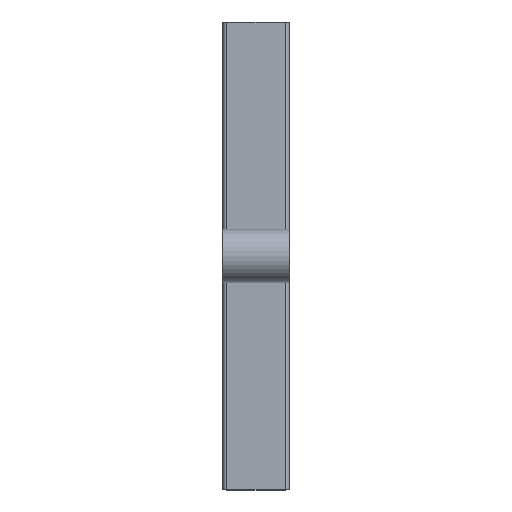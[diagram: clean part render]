
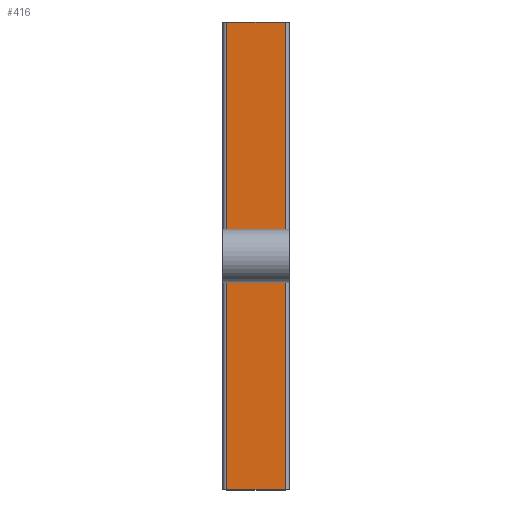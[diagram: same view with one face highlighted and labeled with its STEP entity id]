
A CAD part, top view. The second image highlights one B-rep face of the part: STEP entity #416.
In plain terms, the highlighted planar face has unit normal (0, 0, -1).
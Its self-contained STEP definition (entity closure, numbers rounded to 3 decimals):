
#364=CARTESIAN_POINT('Vertex',(3.,175.,100.)) ;
#367=CARTESIAN_POINT('Line Origine',(3.,0.,100.)) ;
#371=CARTESIAN_POINT('Vertex',(3.,-175.,100.)) ;
#386=CARTESIAN_POINT('Axis2P3D Location',(3.,175.,100.)) ;
#391=CARTESIAN_POINT('Line Origine',(25.,175.,100.)) ;
#395=CARTESIAN_POINT('Vertex',(47.,175.,100.)) ;
#398=CARTESIAN_POINT('Line Origine',(47.,0.,100.)) ;
#402=CARTESIAN_POINT('Vertex',(47.,-175.,100.)) ;
#405=CARTESIAN_POINT('Line Origine',(25.,-175.,100.)) ;
#369=VECTOR('Line Direction',#368,1.) ;
#393=VECTOR('Line Direction',#392,1.) ;
#400=VECTOR('Line Direction',#399,1.) ;
#407=VECTOR('Line Direction',#406,1.) ;
#368=DIRECTION('Vector Direction',(0.,1.,0.)) ;
#387=DIRECTION('Axis2P3D Direction',(0.,0.,-1.)) ;
#388=DIRECTION('Axis2P3D XDirection',(1.,-0.,0.)) ;
#392=DIRECTION('Vector Direction',(1.,0.,0.)) ;
#399=DIRECTION('Vector Direction',(0.,-1.,0.)) ;
#406=DIRECTION('Vector Direction',(1.,0.,0.)) ;
#389=AXIS2_PLACEMENT_3D('Plane Axis2P3D',#386,#387,#388) ;
#370=LINE('Line',#367,#369) ;
#394=LINE('Line',#391,#393) ;
#401=LINE('Line',#398,#400) ;
#408=LINE('Line',#405,#407) ;
#390=PLANE('',#389) ;
#373=EDGE_CURVE('',#365,#372,#370,.F.) ;
#397=EDGE_CURVE('',#365,#396,#394,.T.) ;
#404=EDGE_CURVE('',#396,#403,#401,.T.) ;
#409=EDGE_CURVE('',#372,#403,#408,.T.) ;
#411=ORIENTED_EDGE('',*,*,#373,.F.) ;
#412=ORIENTED_EDGE('',*,*,#397,.T.) ;
#413=ORIENTED_EDGE('',*,*,#404,.T.) ;
#414=ORIENTED_EDGE('',*,*,#409,.F.) ;
#410=EDGE_LOOP('',(#411,#412,#413,#414)) ;
#365=VERTEX_POINT('',#364) ;
#372=VERTEX_POINT('',#371) ;
#396=VERTEX_POINT('',#395) ;
#403=VERTEX_POINT('',#402) ;
#416=ADVANCED_FACE('Extrude.2',(#415),#390,.T.) ;
#415=FACE_OUTER_BOUND('',#410,.T.) ;
